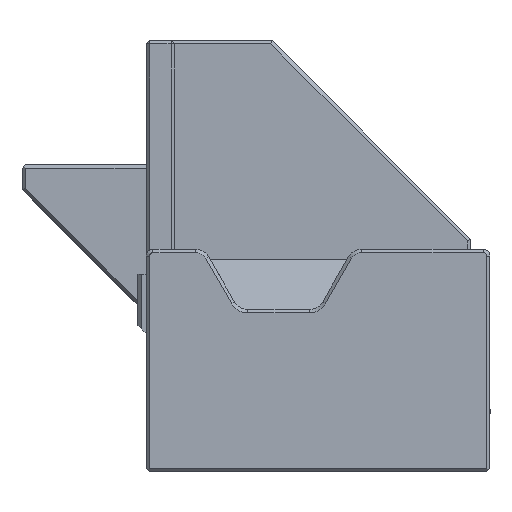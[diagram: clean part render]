
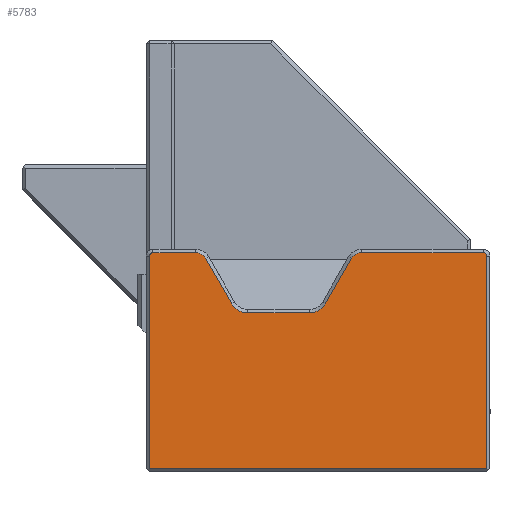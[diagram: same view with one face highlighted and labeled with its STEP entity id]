
A CAD part, left-side view. The second image highlights one B-rep face of the part: STEP entity #5783.
In plain terms, the highlighted planar face has unit normal (-1, 0, 0).
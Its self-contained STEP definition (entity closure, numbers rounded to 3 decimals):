
#164=PLANE('',#6177);
#444=FACE_OUTER_BOUND('',#796,.T.);
#796=EDGE_LOOP('',(#4509,#4510,#4511,#4512,#4513,#4514,#4515,#4516,#4517,
#4518,#4519,#4520,#4521,#4522));
#1087=CIRCLE('',#6168,0.4);
#1092=CIRCLE('',#6178,1.4);
#1093=CIRCLE('',#6179,2.2);
#1094=CIRCLE('',#6180,2.2);
#1095=CIRCLE('',#6181,1.4);
#1096=CIRCLE('',#6182,0.4);
#1412=LINE('',#10125,#2135);
#1416=LINE('',#10134,#2139);
#1424=LINE('',#10158,#2147);
#1427=LINE('',#10166,#2150);
#1428=LINE('',#10170,#2151);
#1429=LINE('',#10174,#2152);
#1430=LINE('',#10178,#2153);
#1431=LINE('',#10181,#2154);
#2135=VECTOR('',#6997,10.);
#2139=VECTOR('',#7007,1000.);
#2147=VECTOR('',#7029,1000.);
#2150=VECTOR('',#7036,1000.);
#2151=VECTOR('',#7039,1000.);
#2152=VECTOR('',#7042,1000.);
#2153=VECTOR('',#7045,1000.);
#2154=VECTOR('',#7048,10.);
#2830=VERTEX_POINT('',#10122);
#2831=VERTEX_POINT('',#10124);
#2832=VERTEX_POINT('',#10128);
#2833=VERTEX_POINT('',#10132);
#2842=VERTEX_POINT('',#10157);
#2844=VERTEX_POINT('',#10163);
#2845=VERTEX_POINT('',#10165);
#2846=VERTEX_POINT('',#10167);
#2847=VERTEX_POINT('',#10169);
#2848=VERTEX_POINT('',#10171);
#2849=VERTEX_POINT('',#10173);
#2850=VERTEX_POINT('',#10175);
#2851=VERTEX_POINT('',#10177);
#2852=VERTEX_POINT('',#10179);
#3437=EDGE_CURVE('',#2830,#2831,#1412,.T.);
#3440=EDGE_CURVE('',#2832,#2830,#1087,.T.);
#3442=EDGE_CURVE('',#2832,#2833,#1416,.T.);
#3454=EDGE_CURVE('',#2831,#2842,#1424,.T.);
#3457=EDGE_CURVE('',#2833,#2844,#1092,.T.);
#3458=EDGE_CURVE('',#2844,#2845,#1427,.T.);
#3459=EDGE_CURVE('',#2845,#2846,#1093,.T.);
#3460=EDGE_CURVE('',#2846,#2847,#1428,.T.);
#3461=EDGE_CURVE('',#2847,#2848,#1094,.T.);
#3462=EDGE_CURVE('',#2848,#2849,#1429,.T.);
#3463=EDGE_CURVE('',#2849,#2850,#1095,.T.);
#3464=EDGE_CURVE('',#2850,#2851,#1430,.T.);
#3465=EDGE_CURVE('',#2852,#2851,#1096,.T.);
#3466=EDGE_CURVE('',#2842,#2852,#1431,.T.);
#4509=ORIENTED_EDGE('',*,*,#3440,.F.);
#4510=ORIENTED_EDGE('',*,*,#3442,.T.);
#4511=ORIENTED_EDGE('',*,*,#3457,.T.);
#4512=ORIENTED_EDGE('',*,*,#3458,.T.);
#4513=ORIENTED_EDGE('',*,*,#3459,.T.);
#4514=ORIENTED_EDGE('',*,*,#3460,.T.);
#4515=ORIENTED_EDGE('',*,*,#3461,.T.);
#4516=ORIENTED_EDGE('',*,*,#3462,.T.);
#4517=ORIENTED_EDGE('',*,*,#3463,.T.);
#4518=ORIENTED_EDGE('',*,*,#3464,.T.);
#4519=ORIENTED_EDGE('',*,*,#3465,.F.);
#4520=ORIENTED_EDGE('',*,*,#3466,.F.);
#4521=ORIENTED_EDGE('',*,*,#3454,.F.);
#4522=ORIENTED_EDGE('',*,*,#3437,.F.);
#5783=ADVANCED_FACE('',(#444),#164,.F.);
#6168=AXIS2_PLACEMENT_3D('',#10130,#7002,#7003);
#6177=AXIS2_PLACEMENT_3D('',#10162,#7032,#7033);
#6178=AXIS2_PLACEMENT_3D('',#10164,#7034,#7035);
#6179=AXIS2_PLACEMENT_3D('',#10168,#7037,#7038);
#6180=AXIS2_PLACEMENT_3D('',#10172,#7040,#7041);
#6181=AXIS2_PLACEMENT_3D('',#10176,#7043,#7044);
#6182=AXIS2_PLACEMENT_3D('',#10180,#7046,#7047);
#6997=DIRECTION('',(0.,0.,-1.));
#7002=DIRECTION('center_axis',(1.,0.,0.));
#7003=DIRECTION('ref_axis',(0.,-0.707,0.707));
#7007=DIRECTION('',(0.,1.,0.));
#7029=DIRECTION('',(0.,1.,0.));
#7032=DIRECTION('center_axis',(1.,0.,0.));
#7033=DIRECTION('ref_axis',(0.,1.,0.));
#7034=DIRECTION('center_axis',(-1.,0.,0.));
#7035=DIRECTION('ref_axis',(0.,1.,0.));
#7036=DIRECTION('',(0.,0.5,-0.866));
#7037=DIRECTION('center_axis',(1.,0.,0.));
#7038=DIRECTION('ref_axis',(0.,1.,0.));
#7039=DIRECTION('',(0.,1.,0.));
#7040=DIRECTION('center_axis',(1.,0.,0.));
#7041=DIRECTION('ref_axis',(0.,1.,0.));
#7042=DIRECTION('',(0.,0.5,0.866));
#7043=DIRECTION('center_axis',(-1.,0.,0.));
#7044=DIRECTION('ref_axis',(0.,1.,0.));
#7045=DIRECTION('',(0.,1.,0.));
#7046=DIRECTION('center_axis',(1.,0.,0.));
#7047=DIRECTION('ref_axis',(0.,0.707,0.707));
#7048=DIRECTION('',(0.,0.,1.));
#10122=CARTESIAN_POINT('',(-22.956,-6.5,26.));
#10124=CARTESIAN_POINT('',(-22.956,-6.5,0.4));
#10125=CARTESIAN_POINT('',(-22.956,-6.5,0.));
#10128=CARTESIAN_POINT('',(-22.956,-6.1,26.4));
#10130=CARTESIAN_POINT('Origin',(-22.956,-6.1,26.));
#10132=CARTESIAN_POINT('',(-22.956,8.616,26.4));
#10134=CARTESIAN_POINT('',(-22.956,8.616,26.4));
#10157=CARTESIAN_POINT('',(-22.956,34.2,0.4));
#10158=CARTESIAN_POINT('',(-22.956,4.175,0.4));
#10162=CARTESIAN_POINT('Origin',(-22.956,-5.9,0.));
#10163=CARTESIAN_POINT('',(-22.956,9.828,25.7));
#10164=CARTESIAN_POINT('Origin',(-22.956,8.616,25.));
#10165=CARTESIAN_POINT('',(-22.956,12.983,20.235));
#10166=CARTESIAN_POINT('',(-22.956,17.024,13.235));
#10167=CARTESIAN_POINT('',(-22.956,14.888,19.135));
#10168=CARTESIAN_POINT('Origin',(-22.956,14.888,21.335));
#10169=CARTESIAN_POINT('',(-22.956,22.365,19.135));
#10170=CARTESIAN_POINT('',(-22.956,-5.9,19.135));
#10171=CARTESIAN_POINT('',(-22.956,24.27,20.235));
#10172=CARTESIAN_POINT('Origin',(-22.956,22.365,21.335));
#10173=CARTESIAN_POINT('',(-22.956,27.426,25.7));
#10174=CARTESIAN_POINT('',(-22.956,7.966,-8.005));
#10175=CARTESIAN_POINT('',(-22.956,28.638,26.4));
#10176=CARTESIAN_POINT('Origin',(-22.956,28.638,25.));
#10177=CARTESIAN_POINT('',(-22.956,33.8,26.4));
#10178=CARTESIAN_POINT('',(-22.956,33.6,26.4));
#10179=CARTESIAN_POINT('',(-22.956,34.2,26.));
#10180=CARTESIAN_POINT('Origin',(-22.956,33.8,26.));
#10181=CARTESIAN_POINT('',(-22.956,34.2,5.859));
